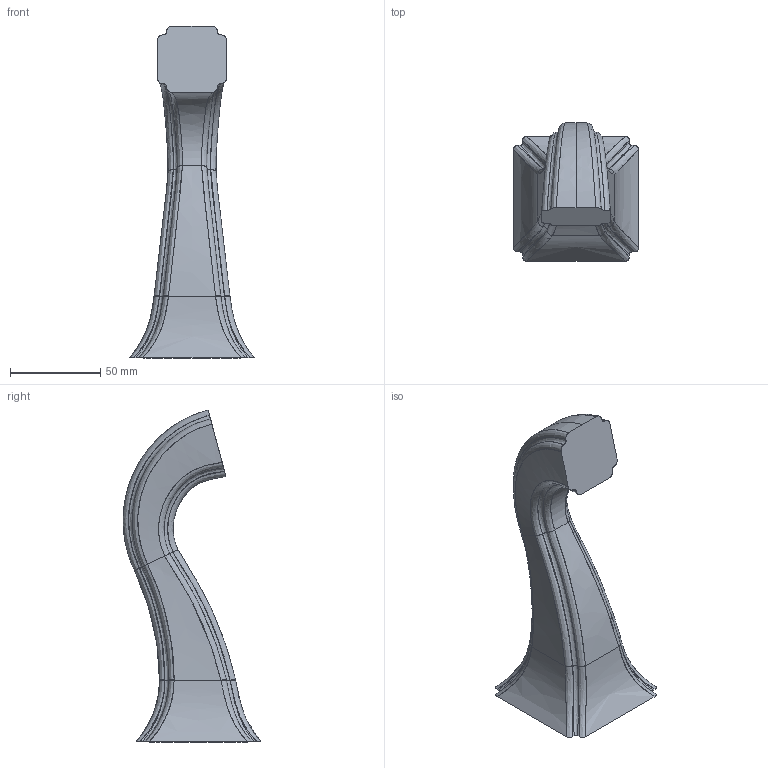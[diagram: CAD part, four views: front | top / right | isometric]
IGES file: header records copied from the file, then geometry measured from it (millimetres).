
Start section:  PTC IGES file: 8-009.igs
Global section: file name: 8-009.igs; native system: Creo Parametric by PTC Inc.; preprocessor: 2018400; author: rsmith; organization: Unknown; date: 20210126.091412; units: inch
Bounding box: 69.09 x 76.28 x 183.75 mm (x, y, z)
Surface area: 31417.3 mm2 (no closed solid volume)
Topology: 0 solids, 0 shells, 121 faces, 598 edges, 598 vertices
Faces by surface type: bspline 119, revolution 2
